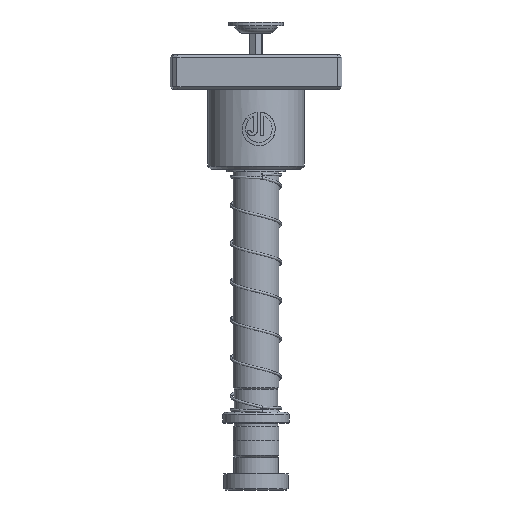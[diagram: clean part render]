
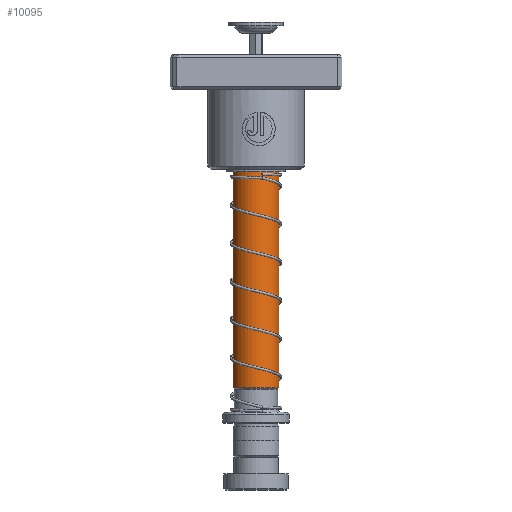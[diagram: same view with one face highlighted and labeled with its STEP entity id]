
A CAD part, front view. The second image highlights one B-rep face of the part: STEP entity #10095.
In plain terms, the highlighted cylindrical face has radius 10.009 mm (diameter 20.018 mm), a partial arc.
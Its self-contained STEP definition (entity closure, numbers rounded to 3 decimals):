
#872 = DIRECTION ( 'NONE',  ( 0., 0., 1. ) ) ;
#941 = EDGE_CURVE ( 'NONE', #27798, #27682, #26542, .T. ) ;
#2602 = EDGE_CURVE ( 'NONE', #11256, #27798, #18896, .T. ) ;
#3648 = CARTESIAN_POINT ( 'NONE',  ( -10.009, 0., 175. ) ) ;
#3652 = ORIENTED_EDGE ( 'NONE', *, *, #2602, .T. ) ;
#4730 = CARTESIAN_POINT ( 'NONE',  ( 0., 0., 173. ) ) ;
#7397 = AXIS2_PLACEMENT_3D ( 'NONE', #4730, #35476, #29049 ) ;
#7799 = DIRECTION ( 'NONE',  ( -1., 0., 0. ) ) ;
#10095 = ADVANCED_FACE ( 'NONE', ( #37813 ), #13434, .T. ) ;
#10890 = CARTESIAN_POINT ( 'NONE',  ( -10.009, 0., 30.5 ) ) ;
#11256 = VERTEX_POINT ( 'NONE', #30007 ) ;
#13434 = CYLINDRICAL_SURFACE ( 'NONE', #23822, 10.009 ) ;
#13616 = DIRECTION ( 'NONE',  ( 0., 0., -1. ) ) ;
#15188 = DIRECTION ( 'NONE',  ( 0., 0., -1. ) ) ;
#15680 = VERTEX_POINT ( 'NONE', #20508 ) ;
#18896 = LINE ( 'NONE', #3648, #23156 ) ;
#18974 = EDGE_CURVE ( 'NONE', #15680, #11256, #23949, .T. ) ;
#20346 = VECTOR ( 'NONE', #15188, 1000. ) ;
#20508 = CARTESIAN_POINT ( 'NONE',  ( 10.009, 0., 173. ) ) ;
#23156 = VECTOR ( 'NONE', #28097, 1000. ) ;
#23822 = AXIS2_PLACEMENT_3D ( 'NONE', #37802, #13616, #7799 ) ;
#23949 = CIRCLE ( 'NONE', #7397, 10.009 ) ;
#25390 = ORIENTED_EDGE ( 'NONE', *, *, #941, .T. ) ;
#26542 = CIRCLE ( 'NONE', #33710, 10.009 ) ;
#27682 = VERTEX_POINT ( 'NONE', #34643 ) ;
#27798 = VERTEX_POINT ( 'NONE', #10890 ) ;
#27942 = EDGE_LOOP ( 'NONE', ( #30120, #38322, #3652, #25390 ) ) ;
#28097 = DIRECTION ( 'NONE',  ( 0., 0., -1. ) ) ;
#29049 = DIRECTION ( 'NONE',  ( 1., 0., 0. ) ) ;
#30007 = CARTESIAN_POINT ( 'NONE',  ( -10.009, 0., 173. ) ) ;
#30120 = ORIENTED_EDGE ( 'NONE', *, *, #30276, .F. ) ;
#30276 = EDGE_CURVE ( 'NONE', #15680, #27682, #36566, .T. ) ;
#33603 = CARTESIAN_POINT ( 'NONE',  ( 10.009, 0., 175. ) ) ;
#33710 = AXIS2_PLACEMENT_3D ( 'NONE', #37637, #872, #37379 ) ;
#34643 = CARTESIAN_POINT ( 'NONE',  ( 10.009, 0., 30.5 ) ) ;
#35476 = DIRECTION ( 'NONE',  ( 0., 0., -1. ) ) ;
#36566 = LINE ( 'NONE', #33603, #20346 ) ;
#37379 = DIRECTION ( 'NONE',  ( 1., 0., 0. ) ) ;
#37637 = CARTESIAN_POINT ( 'NONE',  ( 0., 0., 30.5 ) ) ;
#37802 = CARTESIAN_POINT ( 'NONE',  ( 0., 0., 175. ) ) ;
#37813 = FACE_OUTER_BOUND ( 'NONE', #27942, .T. ) ;
#38322 = ORIENTED_EDGE ( 'NONE', *, *, #18974, .T. ) ;
